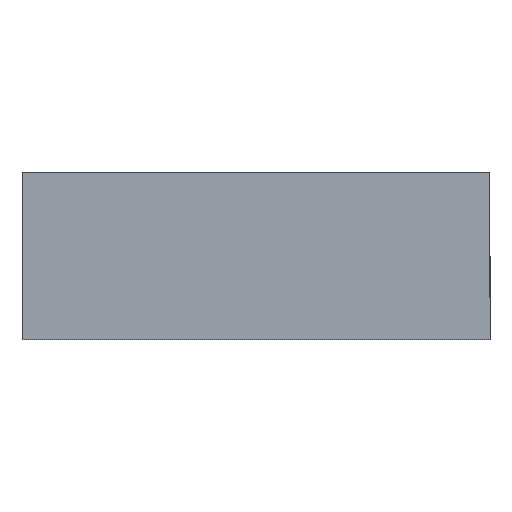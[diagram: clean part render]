
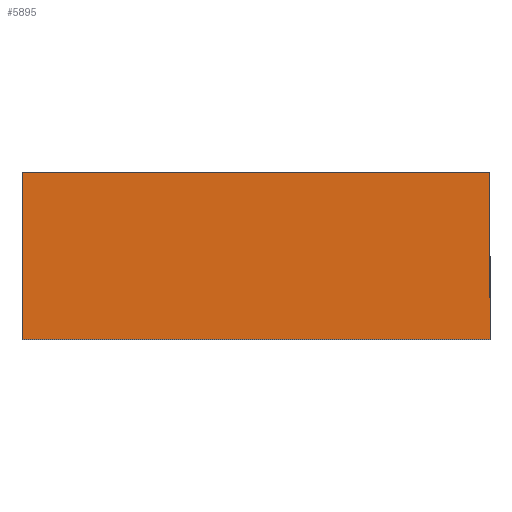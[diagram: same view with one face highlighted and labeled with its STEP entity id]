
A CAD part, top view. The second image highlights one B-rep face of the part: STEP entity #5895.
In plain terms, the highlighted planar face has unit normal (0, 0, 1).
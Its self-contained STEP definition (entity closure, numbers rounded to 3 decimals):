
#373 = ORIENTED_EDGE ( 'NONE', *, *, #2366, .T. ) ;
#390 = ORIENTED_EDGE ( 'NONE', *, *, #2985, .T. ) ;
#744 = EDGE_CURVE ( 'NONE', #7154, #9464, #1084, .T. ) ;
#1084 = LINE ( 'NONE', #5580, #5780 ) ;
#1126 = DIRECTION ( 'NONE',  ( 0., 0., 1. ) ) ;
#1753 = DIRECTION ( 'NONE',  ( 1., 0., 0. ) ) ;
#1918 = CARTESIAN_POINT ( 'NONE',  ( -9.8, 0.9, 10. ) ) ;
#2366 = EDGE_CURVE ( 'NONE', #9464, #3642, #7821, .T. ) ;
#2435 = PLANE ( 'NONE',  #3611 ) ;
#2519 = CARTESIAN_POINT ( 'NONE',  ( -9.8, 0.9, 10. ) ) ;
#2845 = VECTOR ( 'NONE', #7288, 1000. ) ;
#2985 = EDGE_CURVE ( 'NONE', #3642, #6197, #5005, .T. ) ;
#3180 = VECTOR ( 'NONE', #7005, 1000. ) ;
#3611 = AXIS2_PLACEMENT_3D ( 'NONE', #2519, #1126, #1753 ) ;
#3642 = VERTEX_POINT ( 'NONE', #8660 ) ;
#3752 = VECTOR ( 'NONE', #8636, 1000. ) ;
#4072 = ORIENTED_EDGE ( 'NONE', *, *, #744, .T. ) ;
#4091 = ORIENTED_EDGE ( 'NONE', *, *, #7420, .T. ) ;
#4315 = CARTESIAN_POINT ( 'NONE',  ( -9.8, -6.1, 10. ) ) ;
#4774 = CARTESIAN_POINT ( 'NONE',  ( 9.8, 0.9, 10. ) ) ;
#5005 = LINE ( 'NONE', #4315, #2845 ) ;
#5580 = CARTESIAN_POINT ( 'NONE',  ( -9.8, 0.9, 10. ) ) ;
#5780 = VECTOR ( 'NONE', #8430, 1000. ) ;
#5895 = ADVANCED_FACE ( 'NONE', ( #5923 ), #2435, .T. ) ;
#5923 = FACE_OUTER_BOUND ( 'NONE', #9556, .T. ) ;
#6197 = VERTEX_POINT ( 'NONE', #8801 ) ;
#6354 = CARTESIAN_POINT ( 'NONE',  ( 9.8, 0.9, 10. ) ) ;
#7005 = DIRECTION ( 'NONE',  ( 0., 1., 0. ) ) ;
#7154 = VERTEX_POINT ( 'NONE', #6354 ) ;
#7288 = DIRECTION ( 'NONE',  ( 1., 0., 0. ) ) ;
#7420 = EDGE_CURVE ( 'NONE', #6197, #7154, #8351, .T. ) ;
#7821 = LINE ( 'NONE', #1918, #3752 ) ;
#8351 = LINE ( 'NONE', #4774, #3180 ) ;
#8430 = DIRECTION ( 'NONE',  ( -1., 0., 0. ) ) ;
#8636 = DIRECTION ( 'NONE',  ( 0., -1., 0. ) ) ;
#8660 = CARTESIAN_POINT ( 'NONE',  ( -9.8, -6.1, 10. ) ) ;
#8801 = CARTESIAN_POINT ( 'NONE',  ( 9.8, -6.1, 10. ) ) ;
#9116 = CARTESIAN_POINT ( 'NONE',  ( -9.8, 0.9, 10. ) ) ;
#9464 = VERTEX_POINT ( 'NONE', #9116 ) ;
#9556 = EDGE_LOOP ( 'NONE', ( #4091, #4072, #373, #390 ) ) ;
